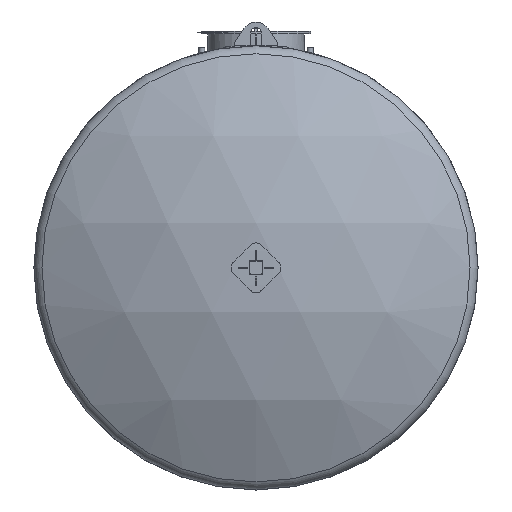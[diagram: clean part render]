
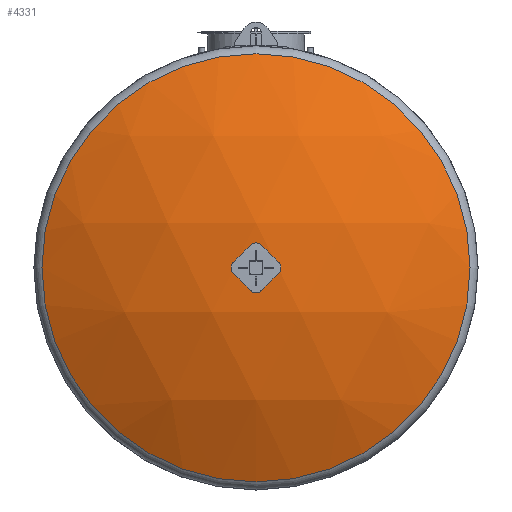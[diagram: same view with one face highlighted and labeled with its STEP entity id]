
A CAD part, left-side view. The second image highlights one B-rep face of the part: STEP entity #4331.
In plain terms, the highlighted spherical face has radius 2915 mm.
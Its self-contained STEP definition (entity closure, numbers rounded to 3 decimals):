
#33=SPHERICAL_SURFACE('',#4749,2915.);
#1135=FACE_OUTER_BOUND('',#1378,.T.);
#1378=EDGE_LOOP('',(#3183));
#1592=CIRCLE('',#4747,1402.06);
#1852=VERTEX_POINT('',#6992);
#2383=EDGE_CURVE('',#1852,#1852,#1592,.T.);
#3183=ORIENTED_EDGE('',*,*,#2383,.T.);
#4331=ADVANCED_FACE('',(#1135),#33,.T.);
#4747=AXIS2_PLACEMENT_3D('',#6993,#5456,#5457);
#4749=AXIS2_PLACEMENT_3D('',#6995,#5460,#5461);
#5456=DIRECTION('center_axis',(-1.,0.,0.));
#5457=DIRECTION('ref_axis',(0.,-1.,0.));
#5460=DIRECTION('center_axis',(0.,0.,1.));
#5461=DIRECTION('ref_axis',(0.,-1.,0.));
#6992=CARTESIAN_POINT('',(-127.927,0.,1402.06));
#6993=CARTESIAN_POINT('Origin',(-127.927,0.,0.));
#6995=CARTESIAN_POINT('Origin',(2427.744,0.,0.));
